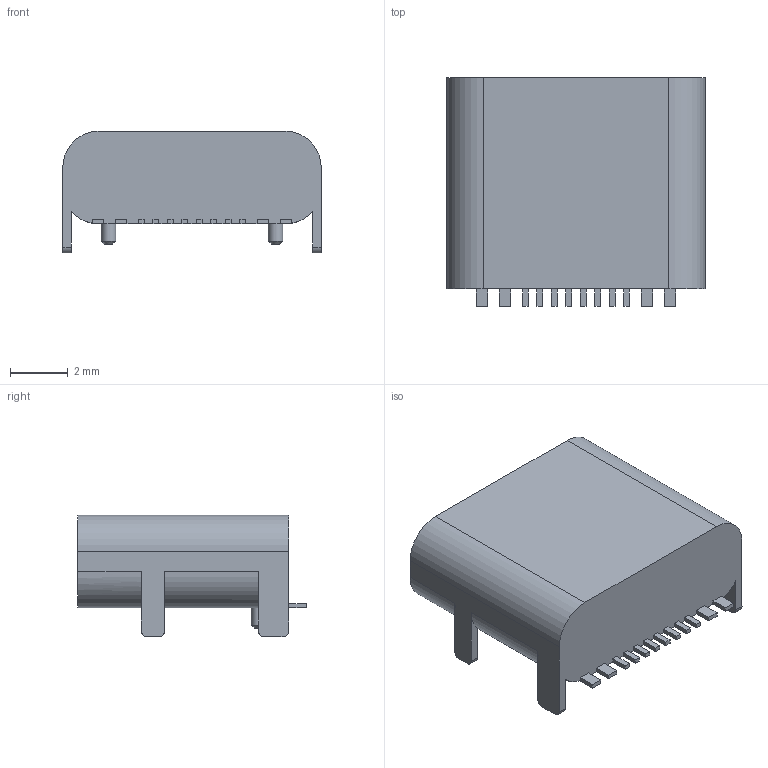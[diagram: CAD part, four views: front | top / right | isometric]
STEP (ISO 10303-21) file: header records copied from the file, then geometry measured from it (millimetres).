
FILE_DESCRIPTION(/* description */ (''),/* implementation_level */ '2;1');
FILE_NAME(/* name */ 'USB.step',/* time_stamp */ '2022-04-04T22:41:40+02:00',/* author */ (''),/* organization */ (''),/* preprocessor_version */ 'ST-DEVELOPER v18.1',/* originating_system */ 'Autodesk Translation Framework v10.14.0.1471',/* authorisation */ '');
FILE_SCHEMA (('AUTOMOTIVE_DESIGN { 1 0 10303 214 3 1 1 }'));
Length unit declared in the file: millimetre
Products named in the file (2): USB; HRO__TYPE-C-31-M-12
Assembly tree (1 placements, depth 2):
  USB
    HRO__TYPE-C-31-M-12
Bounding box: 8.94 x 7.9 x 4.21 mm (x, y, z)
Volume: 98.3 mm3; surface area: 442.3 mm2
Topology: 1 solids, 1 shells, 136 faces, 370 edges, 240 vertices
Faces by surface type: plane 104, cylinder 22, cone 10
Full cylindrical faces by diameter (mm): 0.5 x2
Entity records: 4302 total; most frequent: CARTESIAN_POINT 749, ORIENTED_EDGE 740, DIRECTION 716, EDGE_CURVE 370, LINE 302, VECTOR 302, VERTEX_POINT 240, AXIS2_PLACEMENT_3D 207
